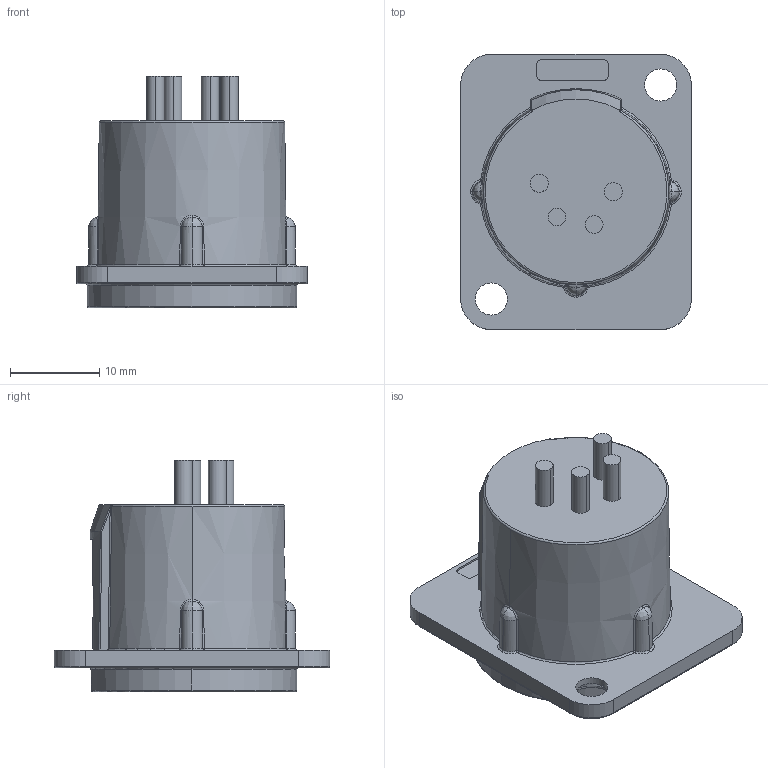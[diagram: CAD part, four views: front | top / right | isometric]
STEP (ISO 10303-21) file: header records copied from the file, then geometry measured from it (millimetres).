
FILE_DESCRIPTION(('FreeCAD Model'),'2;1');
FILE_NAME('IO-XLR4-M-JL new.stp', '2024-02-27T13:56:43',('Author'),(''), 'Open CASCADE STEP processor 7.3','FreeCAD','Unknown');
FILE_SCHEMA(('AUTOMOTIVE_DESIGN { 1 0 10303 214 1 1 1 1 }'));
Length unit declared in the file: millimetre
Products named in the file (3): IO-XLR4-M-JL_Connector; IO-XLR4-M-JL
Assembly tree (1 placements, depth 2):
  IO-XLR4-M-JL_Connector
  IO-XLR4-M-JL
    IO-XLR4-M-JL_Connector
Bounding box: 25.9 x 30.9 x 26 mm (x, y, z)
Surface area: 8649.3 mm2 (no closed solid volume)
Topology: 0 solids, 8 shells, 454 faces, 1114 edges, 664 vertices
Faces by surface type: bspline 130, plane 106, cylinder 90, torus 50, cone 46, sphere 32
Entity records: 50117 total; most frequent: CARTESIAN_POINT 30464, DIRECTION 3036, ORIENTED_EDGE 2164, PCURVE 2164, DEFINITIONAL_REPRESENTATION 2164, LINE 1388, VECTOR 1388, B_SPLINE_CURVE_WITH_KNOTS 1158
